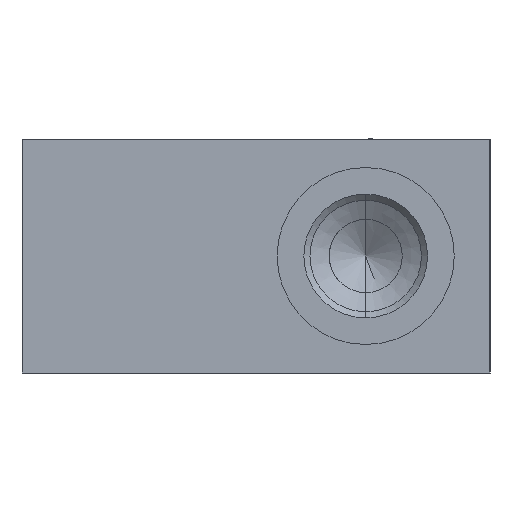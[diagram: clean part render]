
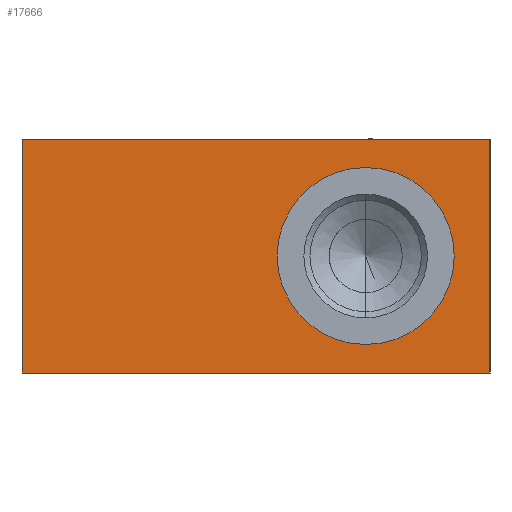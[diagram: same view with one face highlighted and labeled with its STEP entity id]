
A CAD part, left-side view. The second image highlights one B-rep face of the part: STEP entity #17666.
In plain terms, the highlighted planar face has unit normal (-1, 0, 0).
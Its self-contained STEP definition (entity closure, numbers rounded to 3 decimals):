
#29 = EDGE_CURVE ( 'NONE', #4537, #13748, #13468, .T. ) ;
#640 = AXIS2_PLACEMENT_3D ( 'NONE', #16202, #7494, #10305 ) ;
#698 = VECTOR ( 'NONE', #5759, 1000. ) ;
#2010 = EDGE_CURVE ( 'NONE', #3837, #16365, #11782, .T. ) ;
#2487 = LINE ( 'NONE', #6918, #11389 ) ;
#2534 = CARTESIAN_POINT ( 'NONE',  ( 0., -47., 16. ) ) ;
#2576 = CARTESIAN_POINT ( 'NONE',  ( 0., -64., 32. ) ) ;
#3808 = DIRECTION ( 'NONE',  ( 0., 0., 1. ) ) ;
#3837 = VERTEX_POINT ( 'NONE', #16213 ) ;
#4537 = VERTEX_POINT ( 'NONE', #14385 ) ;
#4764 = ORIENTED_EDGE ( 'NONE', *, *, #15094, .T. ) ;
#4821 = ORIENTED_EDGE ( 'NONE', *, *, #17427, .F. ) ;
#5069 = EDGE_CURVE ( 'NONE', #18278, #16635, #13937, .T. ) ;
#5259 = DIRECTION ( 'NONE',  ( 0., -1., 0. ) ) ;
#5449 = EDGE_LOOP ( 'NONE', ( #18296, #16070, #17230, #4764 ) ) ;
#5759 = DIRECTION ( 'NONE',  ( 0., 0., -1. ) ) ;
#5778 = AXIS2_PLACEMENT_3D ( 'NONE', #2534, #14193, #3808 ) ;
#6328 = DIRECTION ( 'NONE',  ( 0., -1., 0. ) ) ;
#6394 = CARTESIAN_POINT ( 'NONE',  ( 0., 0., 0. ) ) ;
#6918 = CARTESIAN_POINT ( 'NONE',  ( 0., 0., 32. ) ) ;
#7103 = VECTOR ( 'NONE', #6328, 1000. ) ;
#7494 = DIRECTION ( 'NONE',  ( 1., 0., 0. ) ) ;
#8248 = CARTESIAN_POINT ( 'NONE',  ( 0., -47., 16. ) ) ;
#8553 = DIRECTION ( 'NONE',  ( 0., 0., -1. ) ) ;
#9464 = DIRECTION ( 'NONE',  ( 0., 0., 1. ) ) ;
#9717 = DIRECTION ( 'NONE',  ( -1., 0., 0. ) ) ;
#10170 = FACE_OUTER_BOUND ( 'NONE', #5449, .T. ) ;
#10305 = DIRECTION ( 'NONE',  ( 0., 1., 0. ) ) ;
#10942 = LINE ( 'NONE', #17382, #698 ) ;
#11389 = VECTOR ( 'NONE', #8553, 1000. ) ;
#11782 = CIRCLE ( 'NONE', #13225, 12.105 ) ;
#11825 = PLANE ( 'NONE',  #640 ) ;
#11969 = ORIENTED_EDGE ( 'NONE', *, *, #2010, .F. ) ;
#11990 = CARTESIAN_POINT ( 'NONE',  ( 0., -64., 0. ) ) ;
#12209 = FACE_BOUND ( 'NONE', #17174, .T. ) ;
#13225 = AXIS2_PLACEMENT_3D ( 'NONE', #8248, #9717, #9464 ) ;
#13468 = LINE ( 'NONE', #17139, #16185 ) ;
#13748 = VERTEX_POINT ( 'NONE', #2576 ) ;
#13808 = EDGE_CURVE ( 'NONE', #13748, #16635, #10942, .T. ) ;
#13937 = LINE ( 'NONE', #6394, #7103 ) ;
#14193 = DIRECTION ( 'NONE',  ( -1., 0., 0. ) ) ;
#14385 = CARTESIAN_POINT ( 'NONE',  ( 0., 0., 32. ) ) ;
#15094 = EDGE_CURVE ( 'NONE', #4537, #18278, #2487, .T. ) ;
#16070 = ORIENTED_EDGE ( 'NONE', *, *, #13808, .F. ) ;
#16185 = VECTOR ( 'NONE', #5259, 1000. ) ;
#16202 = CARTESIAN_POINT ( 'NONE',  ( 0., 0., 32. ) ) ;
#16213 = CARTESIAN_POINT ( 'NONE',  ( 0., -47., 3.895 ) ) ;
#16317 = CARTESIAN_POINT ( 'NONE',  ( 0., 0., 0. ) ) ;
#16365 = VERTEX_POINT ( 'NONE', #17342 ) ;
#16635 = VERTEX_POINT ( 'NONE', #11990 ) ;
#17139 = CARTESIAN_POINT ( 'NONE',  ( 0., 0., 32. ) ) ;
#17174 = EDGE_LOOP ( 'NONE', ( #4821, #11969 ) ) ;
#17216 = CIRCLE ( 'NONE', #5778, 12.105 ) ;
#17230 = ORIENTED_EDGE ( 'NONE', *, *, #29, .F. ) ;
#17342 = CARTESIAN_POINT ( 'NONE',  ( 0., -47., 28.105 ) ) ;
#17382 = CARTESIAN_POINT ( 'NONE',  ( 0., -64., 32. ) ) ;
#17427 = EDGE_CURVE ( 'NONE', #16365, #3837, #17216, .T. ) ;
#17666 = ADVANCED_FACE ( 'NONE', ( #10170, #12209 ), #11825, .F. ) ;
#18278 = VERTEX_POINT ( 'NONE', #16317 ) ;
#18296 = ORIENTED_EDGE ( 'NONE', *, *, #5069, .T. ) ;
